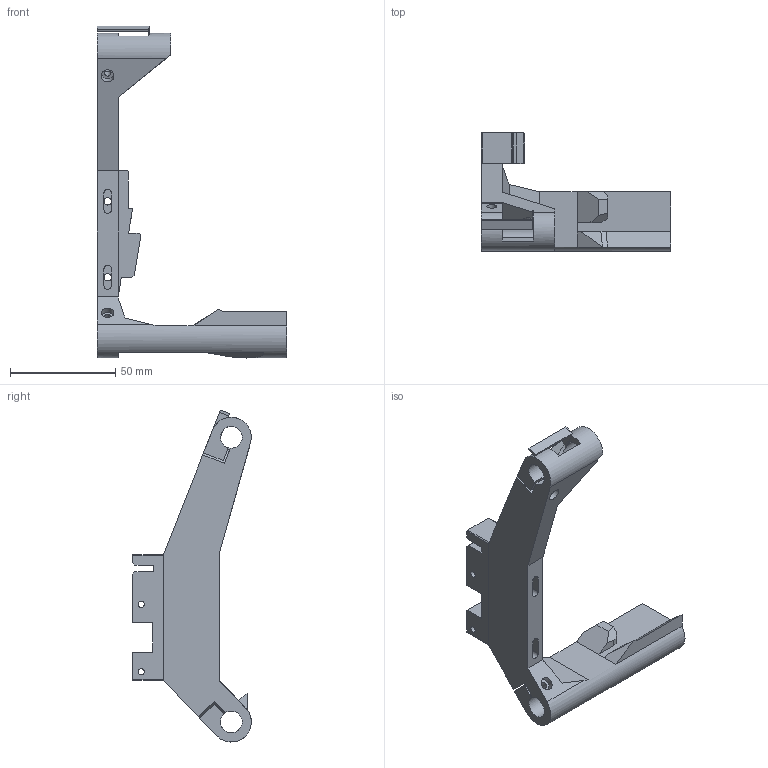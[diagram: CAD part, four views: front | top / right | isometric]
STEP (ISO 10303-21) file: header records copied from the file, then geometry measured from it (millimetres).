
FILE_DESCRIPTION(('FreeCAD Model'),'2;1');
FILE_NAME('Open CASCADE Shape Model','2024-02-01T17:32:07',(''),(''), 'Open CASCADE STEP processor 7.6','FreeCAD','Unknown');
FILE_SCHEMA(('AUTOMOTIVE_DESIGN { 1 0 10303 214 1 1 1 1 }'));
Length unit declared in the file: millimetre
Products named in the file (4): TH_Holder_v0_7; Dock; Dock_Mount-Refined-Chamfer; Built_in_Support
Assembly tree (3 placements, depth 2):
  TH_Holder_v0_7
    Dock
    Dock_Mount-Refined-Chamfer
    Built_in_Support
Bounding box: 90 x 56.2 x 157.43 mm (x, y, z)
Volume: 63569.7 mm3; surface area: 29266.2 mm2
Topology: 3 solids, 3 shells, 152 faces, 412 edges, 269 vertices
Faces by surface type: plane 120, cylinder 27, bspline 4, cone 1
Full cylindrical faces by diameter (mm): 3 x2, 3.2 x2, 3.25 x2, 3.5 x2, 4.5 x4, 6 x2, 10.4 x2
Entity records: 14798 total; most frequent: CARTESIAN_POINT 6436, DIRECTION 1530, LINE 1045, VECTOR 1045, ORIENTED_EDGE 824, PCURVE 824, DEFINITIONAL_REPRESENTATION 824, EDGE_CURVE 412
